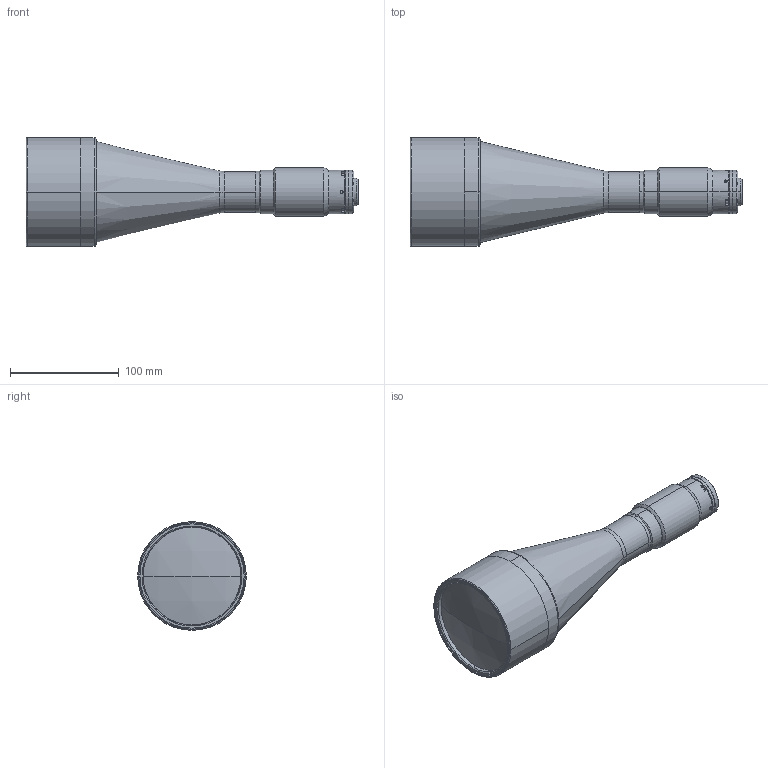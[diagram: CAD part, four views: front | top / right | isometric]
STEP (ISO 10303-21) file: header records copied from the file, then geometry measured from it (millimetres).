
FILE_DESCRIPTION (( 'STEP AP214' ), '1' );
FILE_NAME ('TC4M064HR-C.STEP', '2014-06-04T12:24:14', ( 'piermario' ), ( '' ), 'SwSTEP 2.0', 'SolidWorks 2013', '' );
FILE_SCHEMA (( 'AUTOMOTIVE_DESIGN' ));
Length unit declared in the file: millimetre
Products named in the file (1): TC4M064HR-C
Bounding box: 305.54 x 100 x 100 mm (x, y, z)
Surface area: 86425.1 mm2 (no closed solid volume)
Topology: 0 solids, 14 shells, 119 faces, 319 edges, 213 vertices
Faces by surface type: cylinder 48, plane 35, cone 24, torus 10, sphere 2
Entity records: 5297 total; most frequent: CARTESIAN_POINT 928, DIRECTION 704, ORIENTED_EDGE 538, EDGE_CURVE 319, AXIS2_PLACEMENT_3D 295, VERTEX_POINT 213, CIRCLE 175, EDGE_LOOP 140
